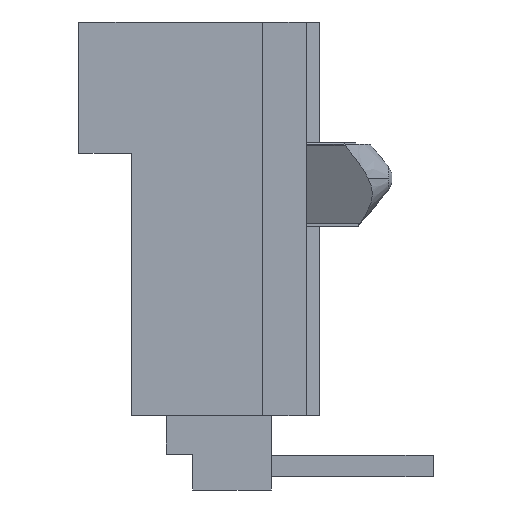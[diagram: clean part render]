
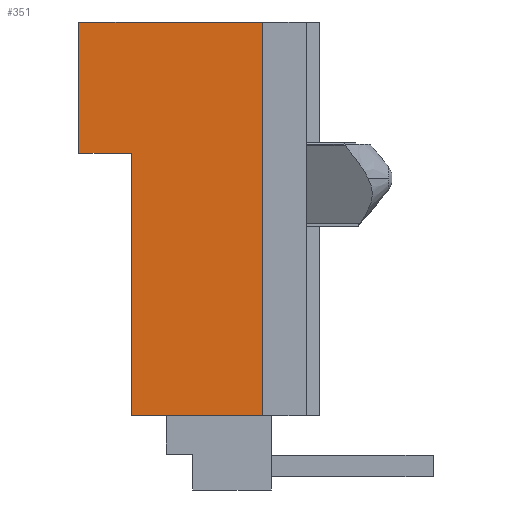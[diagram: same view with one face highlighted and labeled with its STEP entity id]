
A CAD part, left-side view. The second image highlights one B-rep face of the part: STEP entity #351.
In plain terms, the highlighted planar face has unit normal (-1, 0, 0).
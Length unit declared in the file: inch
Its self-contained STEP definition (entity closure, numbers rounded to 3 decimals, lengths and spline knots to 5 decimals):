
#121 = VECTOR ( 'NONE', #3134, 39.37008 ) ;
#311 = CARTESIAN_POINT ( 'NONE',  ( -0.14, 0.16, 0.075 ) ) ;
#351 = ADVANCED_FACE ( 'NONE', ( #751 ), #709, .T. ) ;
#426 = DIRECTION ( 'NONE',  ( 0., 0., 1. ) ) ;
#449 = EDGE_CURVE ( 'NONE', #2861, #1587, #3616, .T. ) ;
#480 = DIRECTION ( 'NONE',  ( 0., -1., 0. ) ) ;
#709 = PLANE ( 'NONE',  #1423 ) ;
#711 = CARTESIAN_POINT ( 'NONE',  ( -0.14, 0.16, 0.075 ) ) ;
#751 = FACE_OUTER_BOUND ( 'NONE', #1270, .T. ) ;
#792 = DIRECTION ( 'NONE',  ( -1., 0., 0. ) ) ;
#986 = CARTESIAN_POINT ( 'NONE',  ( -0.14, 0.16, 0.225 ) ) ;
#1048 = DIRECTION ( 'NONE',  ( 0., -1., 0. ) ) ;
#1112 = LINE ( 'NONE', #1755, #121 ) ;
#1137 = ORIENTED_EDGE ( 'NONE', *, *, #2334, .F. ) ;
#1261 = EDGE_CURVE ( 'NONE', #3795, #3375, #2144, .T. ) ;
#1270 = EDGE_LOOP ( 'NONE', ( #1137, #2490, #1291, #4170, #2171, #1679 ) ) ;
#1291 = ORIENTED_EDGE ( 'NONE', *, *, #3657, .T. ) ;
#1350 = EDGE_CURVE ( 'NONE', #3678, #3795, #3439, .T. ) ;
#1423 = AXIS2_PLACEMENT_3D ( 'NONE', #2499, #792, #426 ) ;
#1587 = VERTEX_POINT ( 'NONE', #986 ) ;
#1679 = ORIENTED_EDGE ( 'NONE', *, *, #1261, .T. ) ;
#1755 = CARTESIAN_POINT ( 'NONE',  ( -0.14, 0.1, 0.075 ) ) ;
#1857 = DIRECTION ( 'NONE',  ( 0., 0., 1. ) ) ;
#1874 = CARTESIAN_POINT ( 'NONE',  ( -0.14, -0.05, -0.225 ) ) ;
#2144 = LINE ( 'NONE', #3574, #2302 ) ;
#2171 = ORIENTED_EDGE ( 'NONE', *, *, #1350, .T. ) ;
#2238 = VECTOR ( 'NONE', #480, 39.37008 ) ;
#2262 = LINE ( 'NONE', #3253, #3027 ) ;
#2302 = VECTOR ( 'NONE', #1857, 39.37008 ) ;
#2334 = EDGE_CURVE ( 'NONE', #1587, #3375, #2262, .T. ) ;
#2490 = ORIENTED_EDGE ( 'NONE', *, *, #449, .F. ) ;
#2499 = CARTESIAN_POINT ( 'NONE',  ( -0.14, 0.16, -0.225 ) ) ;
#2764 = VERTEX_POINT ( 'NONE', #2885 ) ;
#2861 = VERTEX_POINT ( 'NONE', #311 ) ;
#2885 = CARTESIAN_POINT ( 'NONE',  ( -0.14, 0.1, 0.075 ) ) ;
#3027 = VECTOR ( 'NONE', #3947, 39.37008 ) ;
#3134 = DIRECTION ( 'NONE',  ( 0., 0., -1. ) ) ;
#3227 = CARTESIAN_POINT ( 'NONE',  ( -0.14, 0., -0.225 ) ) ;
#3253 = CARTESIAN_POINT ( 'NONE',  ( -0.14, 0., 0.225 ) ) ;
#3293 = EDGE_CURVE ( 'NONE', #2764, #3678, #1112, .T. ) ;
#3318 = DIRECTION ( 'NONE',  ( 0., 0., 1. ) ) ;
#3375 = VERTEX_POINT ( 'NONE', #3860 ) ;
#3429 = VECTOR ( 'NONE', #1048, 39.37008 ) ;
#3439 = LINE ( 'NONE', #3227, #2238 ) ;
#3440 = CARTESIAN_POINT ( 'NONE',  ( -0.14, 0.1, -0.225 ) ) ;
#3574 = CARTESIAN_POINT ( 'NONE',  ( -0.14, -0.05, -0.225 ) ) ;
#3591 = CARTESIAN_POINT ( 'NONE',  ( -0.14, 0.16, -0.225 ) ) ;
#3616 = LINE ( 'NONE', #3591, #4069 ) ;
#3657 = EDGE_CURVE ( 'NONE', #2861, #2764, #4405, .T. ) ;
#3678 = VERTEX_POINT ( 'NONE', #3440 ) ;
#3795 = VERTEX_POINT ( 'NONE', #1874 ) ;
#3860 = CARTESIAN_POINT ( 'NONE',  ( -0.14, -0.05, 0.225 ) ) ;
#3947 = DIRECTION ( 'NONE',  ( 0., -1., 0. ) ) ;
#4069 = VECTOR ( 'NONE', #3318, 39.37008 ) ;
#4170 = ORIENTED_EDGE ( 'NONE', *, *, #3293, .T. ) ;
#4405 = LINE ( 'NONE', #711, #3429 ) ;
